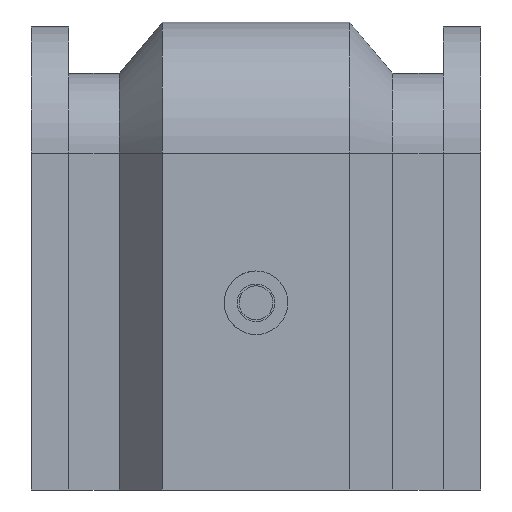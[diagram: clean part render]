
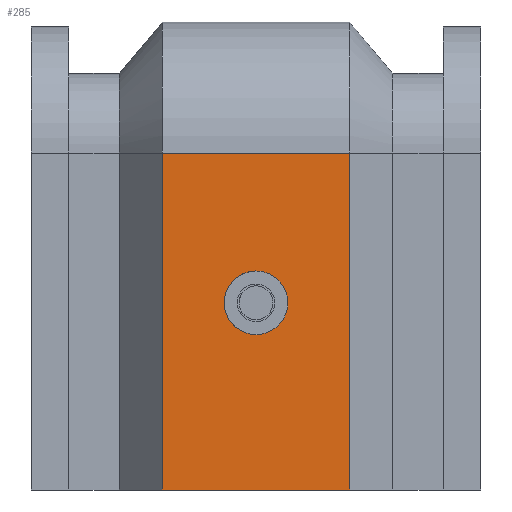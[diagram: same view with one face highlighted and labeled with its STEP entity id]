
A CAD part, front view. The second image highlights one B-rep face of the part: STEP entity #285.
In plain terms, the highlighted free-form (B-spline) face has degree [3, 1] with [4, 2] control points.
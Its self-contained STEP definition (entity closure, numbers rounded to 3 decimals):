
#81=B_SPLINE_SURFACE_WITH_KNOTS('',3,1,((#7491,#7492),(#7493,#7494),(#7495,
#7496),(#7497,#7498)),.UNSPECIFIED.,.F.,.F.,.F.,(4,4),(2,2),(0.,36.),(460.838,
469.41),.UNSPECIFIED.);
#171=FACE_BOUND('',#950,.T.);
#285=ADVANCED_FACE('',(#605,#171),#81,.T.);
#605=FACE_OUTER_BOUND('',#949,.T.);
#949=EDGE_LOOP('',(#1790,#1791,#1792,#1793));
#950=EDGE_LOOP('',(#1794,#1795));
#1790=ORIENTED_EDGE('',*,*,#2930,.F.);
#1791=ORIENTED_EDGE('',*,*,#3004,.T.);
#1792=ORIENTED_EDGE('',*,*,#2858,.T.);
#1793=ORIENTED_EDGE('',*,*,#3005,.F.);
#1794=ORIENTED_EDGE('',*,*,#3075,.F.);
#1795=ORIENTED_EDGE('',*,*,#3077,.T.);
#2858=EDGE_CURVE('',#4435,#4434,#3635,.T.);
#2930=EDGE_CURVE('',#4500,#4499,#3707,.T.);
#3004=EDGE_CURVE('',#4500,#4435,#3781,.T.);
#3005=EDGE_CURVE('',#4499,#4434,#3782,.T.);
#3075=EDGE_CURVE('',#4663,#4662,#4297,.T.);
#3077=EDGE_CURVE('',#4663,#4662,#4299,.T.);
#3635=B_SPLINE_CURVE_WITH_KNOTS('',1,(#10005,#10006),.UNSPECIFIED.,.F.,
 .F.,(2,2),(578.514,587.085),.UNSPECIFIED.);
#3707=B_SPLINE_CURVE_WITH_KNOTS('',1,(#10187,#10188),.UNSPECIFIED.,.F.,
 .F.,(2,2),(460.838,469.41),.UNSPECIFIED.);
#3781=B_SPLINE_CURVE_WITH_KNOTS('',3,(#10915,#10916,#10917,#10918),
 .UNSPECIFIED.,.F.,.F.,(4,4),(0.,36.),.UNSPECIFIED.);
#3782=B_SPLINE_CURVE_WITH_KNOTS('',3,(#10919,#10920,#10921,#10922),
 .UNSPECIFIED.,.F.,.F.,(4,4),(0.,36.),.UNSPECIFIED.);
#4297=(
BOUNDED_CURVE()
B_SPLINE_CURVE(2,(#11091,#11092,#11093,#11094,#11095),.UNSPECIFIED.,.F.,
 .F.)
B_SPLINE_CURVE_WITH_KNOTS((3,2,3),(0.,5.341,10.681),
 .UNSPECIFIED.)
CURVE()
GEOMETRIC_REPRESENTATION_ITEM()
RATIONAL_B_SPLINE_CURVE((1.,0.707,1.,0.707,1.))
REPRESENTATION_ITEM('')
);
#4299=(
BOUNDED_CURVE()
B_SPLINE_CURVE(2,(#11101,#11102,#11103,#11104,#11105),.UNSPECIFIED.,.F.,
 .F.)
B_SPLINE_CURVE_WITH_KNOTS((3,2,3),(-10.681,-5.341,
0.),.UNSPECIFIED.)
CURVE()
GEOMETRIC_REPRESENTATION_ITEM()
RATIONAL_B_SPLINE_CURVE((1.,0.707,1.,0.707,1.))
REPRESENTATION_ITEM('')
);
#4434=VERTEX_POINT('',#9537);
#4435=VERTEX_POINT('',#9538);
#4499=VERTEX_POINT('',#9602);
#4500=VERTEX_POINT('',#9603);
#4662=VERTEX_POINT('',#9765);
#4663=VERTEX_POINT('',#9766);
#7491=CARTESIAN_POINT('',(-10.,-31.5,-14.));
#7492=CARTESIAN_POINT('',(10.,-31.5,-14.));
#7493=CARTESIAN_POINT('',(-10.,-31.5,-26.));
#7494=CARTESIAN_POINT('',(10.,-31.5,-26.));
#7495=CARTESIAN_POINT('',(-10.,-31.5,-38.));
#7496=CARTESIAN_POINT('',(10.,-31.5,-38.));
#7497=CARTESIAN_POINT('',(-10.,-31.5,-50.));
#7498=CARTESIAN_POINT('',(10.,-31.5,-50.));
#9537=CARTESIAN_POINT('',(10.,-31.5,-50.));
#9538=CARTESIAN_POINT('',(-10.,-31.5,-50.));
#9602=CARTESIAN_POINT('',(10.,-31.5,-14.));
#9603=CARTESIAN_POINT('',(-10.,-31.5,-14.));
#9765=CARTESIAN_POINT('',(0.,-31.5,-26.6));
#9766=CARTESIAN_POINT('',(0.,-31.5,-33.4));
#10005=CARTESIAN_POINT('',(-10.,-31.5,-50.));
#10006=CARTESIAN_POINT('',(10.,-31.5,-50.));
#10187=CARTESIAN_POINT('',(-10.,-31.5,-14.));
#10188=CARTESIAN_POINT('',(10.,-31.5,-14.));
#10915=CARTESIAN_POINT('',(-10.,-31.5,-14.));
#10916=CARTESIAN_POINT('',(-10.,-31.5,-26.));
#10917=CARTESIAN_POINT('',(-10.,-31.5,-38.));
#10918=CARTESIAN_POINT('',(-10.,-31.5,-50.));
#10919=CARTESIAN_POINT('',(10.,-31.5,-14.));
#10920=CARTESIAN_POINT('',(10.,-31.5,-26.));
#10921=CARTESIAN_POINT('',(10.,-31.5,-38.));
#10922=CARTESIAN_POINT('',(10.,-31.5,-50.));
#11091=CARTESIAN_POINT('',(0.,-31.5,-33.4));
#11092=CARTESIAN_POINT('',(3.4,-31.5,-33.4));
#11093=CARTESIAN_POINT('',(3.4,-31.5,-30.));
#11094=CARTESIAN_POINT('',(3.4,-31.5,-26.6));
#11095=CARTESIAN_POINT('',(0.,-31.5,-26.6));
#11101=CARTESIAN_POINT('',(0.,-31.5,-33.4));
#11102=CARTESIAN_POINT('',(-3.4,-31.5,-33.4));
#11103=CARTESIAN_POINT('',(-3.4,-31.5,-30.));
#11104=CARTESIAN_POINT('',(-3.4,-31.5,-26.6));
#11105=CARTESIAN_POINT('',(0.,-31.5,-26.6));
